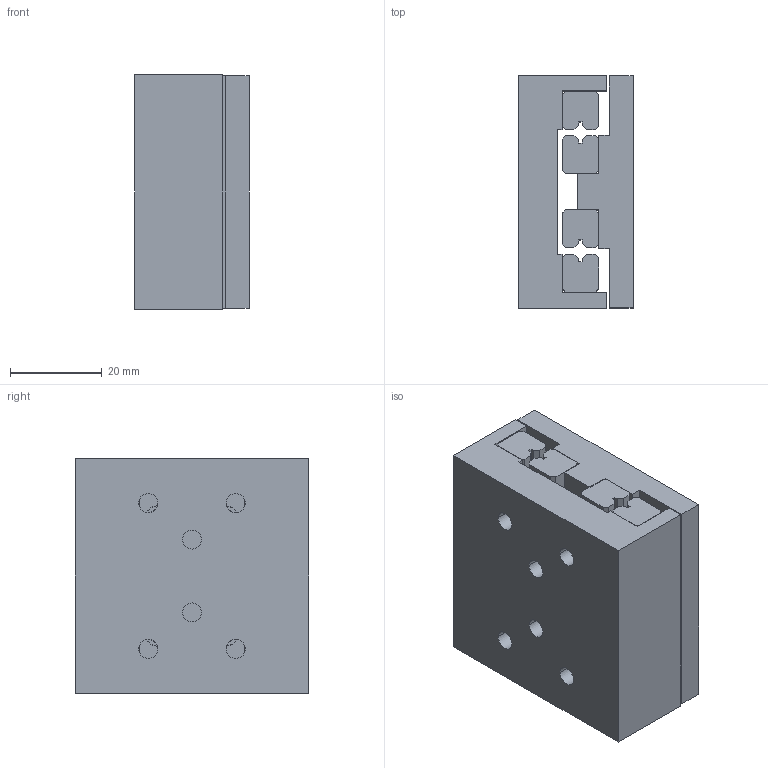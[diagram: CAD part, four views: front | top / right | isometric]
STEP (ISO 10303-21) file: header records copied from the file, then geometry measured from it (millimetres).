
FILE_DESCRIPTION( ( 'STEP AP203' ), '1' );
FILE_NAME( 'x2-2[1]step.stp', '2002-04-15T17:23:36', ( ' ' ), ( ' ' ), 'XStep 1.0', ' ', ' ' );
FILE_SCHEMA( ( 'CONFIG_CONTROL_DESIGN' ) );
Length unit declared in the file: metre
Products named in the file (1): 1
Bounding box: 24.89 x 50.8 x 51.05 mm (x, y, z)
Volume: 53607.7 mm3; surface area: 25753.5 mm2
Topology: 6 solids, 6 shells, 225 faces, 594 edges, 396 vertices
Faces by surface type: plane 123, cylinder 102
Entity records: 7179 total; most frequent: DIRECTION 1292, CARTESIAN_POINT 1221, ORIENTED_EDGE 1188, EDGE_CURVE 594, AXIS2_PLACEMENT_3D 467, VERTEX_POINT 396, LINE 358, VECTOR 358
